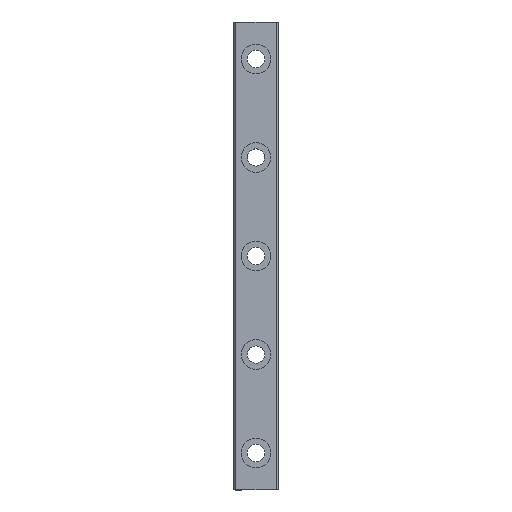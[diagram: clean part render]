
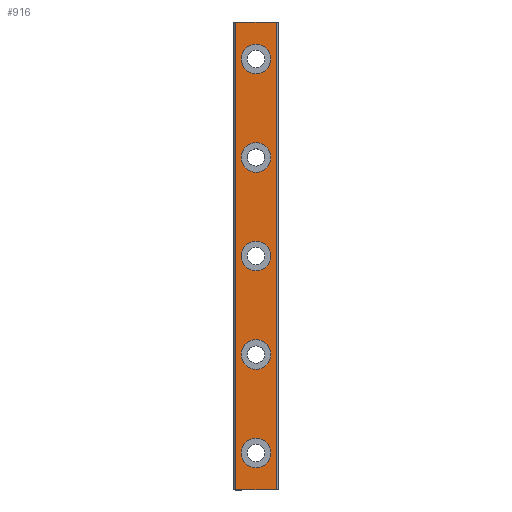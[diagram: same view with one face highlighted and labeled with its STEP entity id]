
A CAD part, top view. The second image highlights one B-rep face of the part: STEP entity #916.
In plain terms, the highlighted planar face has unit normal (0, 0, 1).
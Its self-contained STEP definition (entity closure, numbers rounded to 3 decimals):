
#4 = VERTEX_POINT ( 'NONE', #34 ) ;
#22 = VERTEX_POINT ( 'NONE', #687 ) ;
#30 = EDGE_CURVE ( 'NONE', #4, #778, #291, .T. ) ;
#34 = CARTESIAN_POINT ( 'NONE',  ( -4.074, -47.5, 6. ) ) ;
#36 = DIRECTION ( 'NONE',  ( 0., 1., 0. ) ) ;
#82 = DIRECTION ( 'NONE',  ( 1., 0., 0. ) ) ;
#113 = VECTOR ( 'NONE', #278, 1000. ) ;
#126 = CARTESIAN_POINT ( 'NONE',  ( 4.074, -47.5, 6. ) ) ;
#141 = DIRECTION ( 'NONE',  ( 1., 0., 0. ) ) ;
#144 = CIRCLE ( 'NONE', #455, 3. ) ;
#147 = EDGE_CURVE ( 'NONE', #918, #1046, #1503, .T. ) ;
#151 = EDGE_LOOP ( 'NONE', ( #1140, #1145 ) ) ;
#162 = CARTESIAN_POINT ( 'NONE',  ( -4.074, -47.5, 6. ) ) ;
#174 = AXIS2_PLACEMENT_3D ( 'NONE', #1355, #1598, #958 ) ;
#177 = VECTOR ( 'NONE', #1368, 1000. ) ;
#197 = AXIS2_PLACEMENT_3D ( 'NONE', #1350, #1487, #82 ) ;
#203 = EDGE_CURVE ( 'NONE', #713, #259, #991, .T. ) ;
#213 = CARTESIAN_POINT ( 'NONE',  ( -3., 40., 6. ) ) ;
#219 = CARTESIAN_POINT ( 'NONE',  ( 3., 20., 6. ) ) ;
#238 = DIRECTION ( 'NONE',  ( 1., 0., 0. ) ) ;
#242 = EDGE_CURVE ( 'NONE', #247, #956, #144, .T. ) ;
#247 = VERTEX_POINT ( 'NONE', #1412 ) ;
#248 = VECTOR ( 'NONE', #36, 1000. ) ;
#259 = VERTEX_POINT ( 'NONE', #515 ) ;
#278 = DIRECTION ( 'NONE',  ( 0., 1., 0. ) ) ;
#291 = LINE ( 'NONE', #162, #113 ) ;
#315 = VECTOR ( 'NONE', #372, 1000. ) ;
#346 = CARTESIAN_POINT ( 'NONE',  ( -3., 0., 6. ) ) ;
#367 = ORIENTED_EDGE ( 'NONE', *, *, #203, .T. ) ;
#372 = DIRECTION ( 'NONE',  ( 1., 0., 0. ) ) ;
#380 = CIRCLE ( 'NONE', #705, 3. ) ;
#389 = FACE_BOUND ( 'NONE', #1520, .T. ) ;
#398 = EDGE_CURVE ( 'NONE', #22, #795, #1609, .T. ) ;
#401 = DIRECTION ( 'NONE',  ( 1., 0., 0. ) ) ;
#407 = CARTESIAN_POINT ( 'NONE',  ( 0., -40., 6. ) ) ;
#421 = LINE ( 'NONE', #538, #248 ) ;
#422 = DIRECTION ( 'NONE',  ( 0., 0., -1. ) ) ;
#424 = EDGE_CURVE ( 'NONE', #1045, #434, #1478, .T. ) ;
#431 = CARTESIAN_POINT ( 'NONE',  ( 0., 0., 6. ) ) ;
#432 = ORIENTED_EDGE ( 'NONE', *, *, #963, .F. ) ;
#434 = VERTEX_POINT ( 'NONE', #1581 ) ;
#437 = CARTESIAN_POINT ( 'NONE',  ( 0., 20., 6. ) ) ;
#455 = AXIS2_PLACEMENT_3D ( 'NONE', #598, #1165, #141 ) ;
#462 = ORIENTED_EDGE ( 'NONE', *, *, #712, .T. ) ;
#478 = CARTESIAN_POINT ( 'NONE',  ( -3., -20., 6. ) ) ;
#488 = AXIS2_PLACEMENT_3D ( 'NONE', #431, #597, #1647 ) ;
#512 = EDGE_CURVE ( 'NONE', #802, #528, #421, .T. ) ;
#513 = ORIENTED_EDGE ( 'NONE', *, *, #30, .F. ) ;
#515 = CARTESIAN_POINT ( 'NONE',  ( 3., -20., 6. ) ) ;
#517 = CARTESIAN_POINT ( 'NONE',  ( 4.074, -47.5, 6. ) ) ;
#528 = VERTEX_POINT ( 'NONE', #1435 ) ;
#538 = CARTESIAN_POINT ( 'NONE',  ( 4.074, -47.5, 6. ) ) ;
#548 = FACE_OUTER_BOUND ( 'NONE', #939, .T. ) ;
#561 = DIRECTION ( 'NONE',  ( 1., 0., 0. ) ) ;
#591 = CARTESIAN_POINT ( 'NONE',  ( 4.074, 47.5, 6. ) ) ;
#597 = DIRECTION ( 'NONE',  ( 0., 0., -1. ) ) ;
#598 = CARTESIAN_POINT ( 'NONE',  ( 0., 0., 6. ) ) ;
#627 = DIRECTION ( 'NONE',  ( 1., 0., 0. ) ) ;
#641 = DIRECTION ( 'NONE',  ( 1., 0., 0. ) ) ;
#645 = ORIENTED_EDGE ( 'NONE', *, *, #512, .T. ) ;
#651 = AXIS2_PLACEMENT_3D ( 'NONE', #661, #422, #641 ) ;
#654 = ORIENTED_EDGE ( 'NONE', *, *, #398, .T. ) ;
#661 = CARTESIAN_POINT ( 'NONE',  ( 0., 20., 6. ) ) ;
#663 = ORIENTED_EDGE ( 'NONE', *, *, #1589, .T. ) ;
#687 = CARTESIAN_POINT ( 'NONE',  ( -3., 20., 6. ) ) ;
#705 = AXIS2_PLACEMENT_3D ( 'NONE', #1089, #960, #1332 ) ;
#712 = EDGE_CURVE ( 'NONE', #956, #247, #1431, .T. ) ;
#713 = VERTEX_POINT ( 'NONE', #478 ) ;
#728 = EDGE_CURVE ( 'NONE', #434, #1045, #1107, .T. ) ;
#734 = EDGE_LOOP ( 'NONE', ( #1565, #654 ) ) ;
#747 = DIRECTION ( 'NONE',  ( 0., 0., -1. ) ) ;
#748 = ORIENTED_EDGE ( 'NONE', *, *, #1605, .T. ) ;
#767 = FACE_BOUND ( 'NONE', #734, .T. ) ;
#778 = VERTEX_POINT ( 'NONE', #1392 ) ;
#795 = VERTEX_POINT ( 'NONE', #219 ) ;
#802 = VERTEX_POINT ( 'NONE', #126 ) ;
#808 = ORIENTED_EDGE ( 'NONE', *, *, #147, .T. ) ;
#816 = CIRCLE ( 'NONE', #651, 3. ) ;
#886 = EDGE_CURVE ( 'NONE', #795, #22, #816, .T. ) ;
#916 = ADVANCED_FACE ( 'NONE', ( #548, #1186, #1543, #389, #767, #1041 ), #1281, .T. ) ;
#918 = VERTEX_POINT ( 'NONE', #1030 ) ;
#925 = DIRECTION ( 'NONE',  ( 0., 0., -1. ) ) ;
#939 = EDGE_LOOP ( 'NONE', ( #432, #513, #748, #645 ) ) ;
#956 = VERTEX_POINT ( 'NONE', #346 ) ;
#958 = DIRECTION ( 'NONE',  ( 1., 0., 0. ) ) ;
#960 = DIRECTION ( 'NONE',  ( 0., 0., -1. ) ) ;
#963 = EDGE_CURVE ( 'NONE', #778, #528, #1509, .T. ) ;
#991 = CIRCLE ( 'NONE', #174, 3. ) ;
#1030 = CARTESIAN_POINT ( 'NONE',  ( 3., 40., 6. ) ) ;
#1041 = FACE_BOUND ( 'NONE', #1577, .T. ) ;
#1045 = VERTEX_POINT ( 'NONE', #1621 ) ;
#1046 = VERTEX_POINT ( 'NONE', #213 ) ;
#1070 = DIRECTION ( 'NONE',  ( 1., 0., 0. ) ) ;
#1088 = AXIS2_PLACEMENT_3D ( 'NONE', #1134, #747, #627 ) ;
#1089 = CARTESIAN_POINT ( 'NONE',  ( 0., -20., 6. ) ) ;
#1107 = CIRCLE ( 'NONE', #1326, 3. ) ;
#1134 = CARTESIAN_POINT ( 'NONE',  ( 0., 40., 6. ) ) ;
#1140 = ORIENTED_EDGE ( 'NONE', *, *, #424, .T. ) ;
#1141 = EDGE_CURVE ( 'NONE', #259, #713, #380, .T. ) ;
#1144 = CARTESIAN_POINT ( 'NONE',  ( 4.074, -47.5, 6. ) ) ;
#1145 = ORIENTED_EDGE ( 'NONE', *, *, #728, .T. ) ;
#1165 = DIRECTION ( 'NONE',  ( 0., 0., -1. ) ) ;
#1186 = FACE_BOUND ( 'NONE', #151, .T. ) ;
#1238 = AXIS2_PLACEMENT_3D ( 'NONE', #437, #925, #561 ) ;
#1250 = ORIENTED_EDGE ( 'NONE', *, *, #1141, .T. ) ;
#1266 = LINE ( 'NONE', #1144, #315 ) ;
#1281 = PLANE ( 'NONE',  #1479 ) ;
#1293 = EDGE_LOOP ( 'NONE', ( #1250, #367 ) ) ;
#1318 = DIRECTION ( 'NONE',  ( 0., 0., -1. ) ) ;
#1326 = AXIS2_PLACEMENT_3D ( 'NONE', #1528, #1384, #238 ) ;
#1332 = DIRECTION ( 'NONE',  ( 1., 0., 0. ) ) ;
#1350 = CARTESIAN_POINT ( 'NONE',  ( 0., 40., 6. ) ) ;
#1355 = CARTESIAN_POINT ( 'NONE',  ( 0., -20., 6. ) ) ;
#1368 = DIRECTION ( 'NONE',  ( 1., 0., 0. ) ) ;
#1384 = DIRECTION ( 'NONE',  ( 0., 0., -1. ) ) ;
#1392 = CARTESIAN_POINT ( 'NONE',  ( -4.074, 47.5, 6. ) ) ;
#1412 = CARTESIAN_POINT ( 'NONE',  ( 3., 0., 6. ) ) ;
#1431 = CIRCLE ( 'NONE', #488, 3. ) ;
#1435 = CARTESIAN_POINT ( 'NONE',  ( 4.074, 47.5, 6. ) ) ;
#1437 = CIRCLE ( 'NONE', #1088, 3. ) ;
#1478 = CIRCLE ( 'NONE', #1639, 3. ) ;
#1479 = AXIS2_PLACEMENT_3D ( 'NONE', #517, #1552, #401 ) ;
#1487 = DIRECTION ( 'NONE',  ( 0., 0., -1. ) ) ;
#1503 = CIRCLE ( 'NONE', #197, 3. ) ;
#1509 = LINE ( 'NONE', #591, #177 ) ;
#1520 = EDGE_LOOP ( 'NONE', ( #1548, #462 ) ) ;
#1528 = CARTESIAN_POINT ( 'NONE',  ( 0., -40., 6. ) ) ;
#1543 = FACE_BOUND ( 'NONE', #1293, .T. ) ;
#1548 = ORIENTED_EDGE ( 'NONE', *, *, #242, .T. ) ;
#1552 = DIRECTION ( 'NONE',  ( 0., 0., 1. ) ) ;
#1565 = ORIENTED_EDGE ( 'NONE', *, *, #886, .T. ) ;
#1577 = EDGE_LOOP ( 'NONE', ( #808, #663 ) ) ;
#1581 = CARTESIAN_POINT ( 'NONE',  ( -3., -40., 6. ) ) ;
#1589 = EDGE_CURVE ( 'NONE', #1046, #918, #1437, .T. ) ;
#1598 = DIRECTION ( 'NONE',  ( 0., 0., -1. ) ) ;
#1605 = EDGE_CURVE ( 'NONE', #4, #802, #1266, .T. ) ;
#1609 = CIRCLE ( 'NONE', #1238, 3. ) ;
#1621 = CARTESIAN_POINT ( 'NONE',  ( 3., -40., 6. ) ) ;
#1639 = AXIS2_PLACEMENT_3D ( 'NONE', #407, #1318, #1070 ) ;
#1647 = DIRECTION ( 'NONE',  ( 1., 0., 0. ) ) ;
